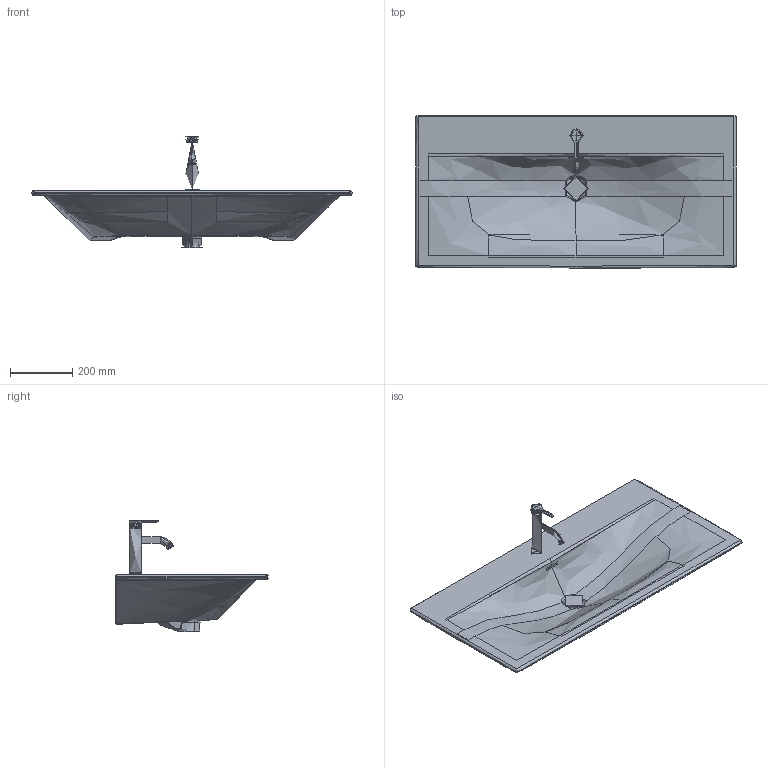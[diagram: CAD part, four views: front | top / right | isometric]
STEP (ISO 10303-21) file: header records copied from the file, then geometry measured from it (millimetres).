
FILE_DESCRIPTION(/* description */ (''),/* implementation_level */ '2;1');
FILE_NAME(/* name */ '234410',/* time_stamp */ '2019-02-18T13:42:56+01:00',/* author */ (''),/* organization */ (''),/* preprocessor_version */ 'ST-DEVELOPER v15',/* originating_system */ '',/* authorisation */ '');
FILE_SCHEMA (('AUTOMOTIVE_DESIGN'));
Length unit declared in the file: millimetre
Products named in the file (1): Document
Bounding box: 1030 x 489.39 x 359.8 mm (x, y, z)
Volume: 26988972.6 mm3; surface area: 1488518.3 mm2
Topology: 10 solids, 33 shells, 835 faces, 2175 edges, 1309 vertices
Faces by surface type: bspline 835
Entity records: 98121 total; most frequent: CARTESIAN_POINT 72748, B_SPLINE_CURVE_WITH_KNOTS 4827, ORIENTED_EDGE 3987, PCURVE 3987, DEFINITIONAL_REPRESENTATION 3987, SURFACE_CURVE 2127, EDGE_CURVE 2127, VERTEX_POINT 1306
